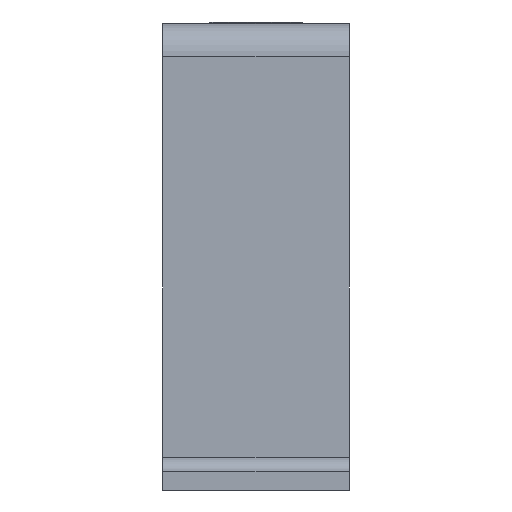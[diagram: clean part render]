
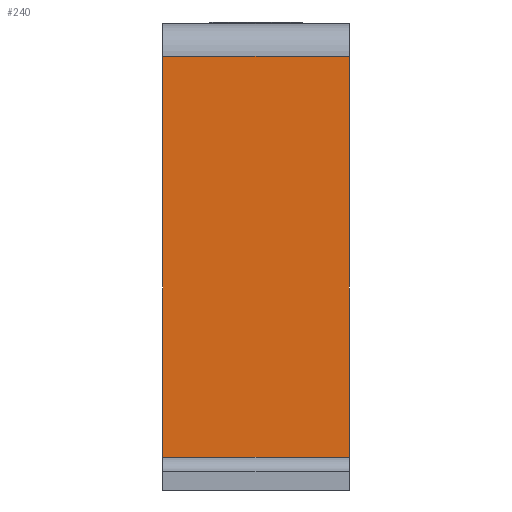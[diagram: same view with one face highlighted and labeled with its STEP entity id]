
A CAD part, left-side view. The second image highlights one B-rep face of the part: STEP entity #240.
In plain terms, the highlighted planar face has unit normal (-1, 0, 0).
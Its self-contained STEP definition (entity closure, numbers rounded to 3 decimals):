
#58 = EDGE_CURVE ( 'NONE', #1835, #363, #866, .T. ) ;
#66 = VECTOR ( 'NONE', #1092, 1000. ) ;
#123 = ORIENTED_EDGE ( 'NONE', *, *, #1504, .T. ) ;
#240 = ADVANCED_FACE ( 'NONE', ( #1613 ), #427, .F. ) ;
#363 = VERTEX_POINT ( 'NONE', #1543 ) ;
#419 = CARTESIAN_POINT ( 'NONE',  ( 0., 0., 0. ) ) ;
#421 = VERTEX_POINT ( 'NONE', #705 ) ;
#427 = PLANE ( 'NONE',  #1100 ) ;
#594 = LINE ( 'NONE', #1769, #1002 ) ;
#705 = CARTESIAN_POINT ( 'NONE',  ( 0., 20., -46.5 ) ) ;
#794 = ORIENTED_EDGE ( 'NONE', *, *, #1704, .F. ) ;
#854 = VECTOR ( 'NONE', #1560, 1000. ) ;
#866 = LINE ( 'NONE', #1212, #854 ) ;
#951 = CARTESIAN_POINT ( 'NONE',  ( 0., 0., -46.5 ) ) ;
#1002 = VECTOR ( 'NONE', #1901, 1000. ) ;
#1010 = VERTEX_POINT ( 'NONE', #1074 ) ;
#1014 = CARTESIAN_POINT ( 'NONE',  ( 0., 20., -3.5 ) ) ;
#1074 = CARTESIAN_POINT ( 'NONE',  ( 0., 0., -46.5 ) ) ;
#1091 = DIRECTION ( 'NONE',  ( 1., 0., 0. ) ) ;
#1092 = DIRECTION ( 'NONE',  ( 0., 0., 1. ) ) ;
#1100 = AXIS2_PLACEMENT_3D ( 'NONE', #1926, #1091, #2089 ) ;
#1124 = DIRECTION ( 'NONE',  ( 0., 1., 0. ) ) ;
#1164 = LINE ( 'NONE', #951, #1206 ) ;
#1206 = VECTOR ( 'NONE', #1124, 1000. ) ;
#1212 = CARTESIAN_POINT ( 'NONE',  ( 0., 0., -3.5 ) ) ;
#1259 = LINE ( 'NONE', #419, #66 ) ;
#1456 = EDGE_CURVE ( 'NONE', #1835, #421, #594, .T. ) ;
#1504 = EDGE_CURVE ( 'NONE', #1010, #363, #1259, .T. ) ;
#1543 = CARTESIAN_POINT ( 'NONE',  ( 0., 0., -3.5 ) ) ;
#1558 = ORIENTED_EDGE ( 'NONE', *, *, #58, .F. ) ;
#1560 = DIRECTION ( 'NONE',  ( 0., -1., 0. ) ) ;
#1613 = FACE_OUTER_BOUND ( 'NONE', #1670, .T. ) ;
#1670 = EDGE_LOOP ( 'NONE', ( #794, #123, #1558, #1685 ) ) ;
#1685 = ORIENTED_EDGE ( 'NONE', *, *, #1456, .T. ) ;
#1704 = EDGE_CURVE ( 'NONE', #1010, #421, #1164, .T. ) ;
#1769 = CARTESIAN_POINT ( 'NONE',  ( 0., 20., 0. ) ) ;
#1835 = VERTEX_POINT ( 'NONE', #1014 ) ;
#1901 = DIRECTION ( 'NONE',  ( 0., 0., -1. ) ) ;
#1926 = CARTESIAN_POINT ( 'NONE',  ( 0., 0., 0. ) ) ;
#2089 = DIRECTION ( 'NONE',  ( 0., 0., -1. ) ) ;
